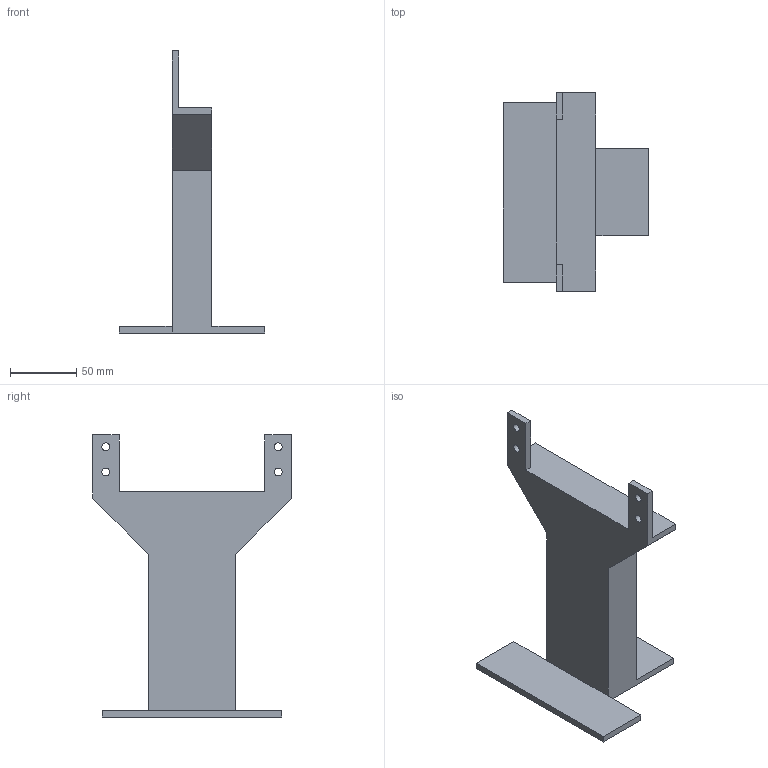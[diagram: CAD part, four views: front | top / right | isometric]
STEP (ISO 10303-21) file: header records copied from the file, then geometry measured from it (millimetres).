
FILE_DESCRIPTION(/* description */ (''),/* implementation_level */ '2;1');
FILE_NAME(/* name */ 'XYZ Robot Height Raiser v4.step',/* time_stamp */ '2024-09-05T21:54:10-07:00',/* author */ (''),/* organization */ (''),/* preprocessor_version */ 'ST-DEVELOPER v20',/* originating_system */ 'Autodesk Translation Framework v13.14.0.145',/* authorisation */ '');
FILE_SCHEMA (('AUTOMOTIVE_DESIGN { 1 0 10303 214 3 1 1 }'));
Length unit declared in the file: millimetre
Products named in the file (1): XYZ Robot Height Raiser
Bounding box: 110 x 150 x 213.01 mm (x, y, z)
Volume: 449524.3 mm3; surface area: 66537 mm2
Topology: 1 solids, 1 shells, 29 faces, 90 edges, 63 vertices
Faces by surface type: plane 25, cylinder 4
Full cylindrical faces by diameter (mm): 6 x4
Entity records: 1053 total; most frequent: CARTESIAN_POINT 183, ORIENTED_EDGE 180, DIRECTION 158, EDGE_CURVE 90, LINE 82, VECTOR 82, VERTEX_POINT 63, AXIS2_PLACEMENT_3D 38
